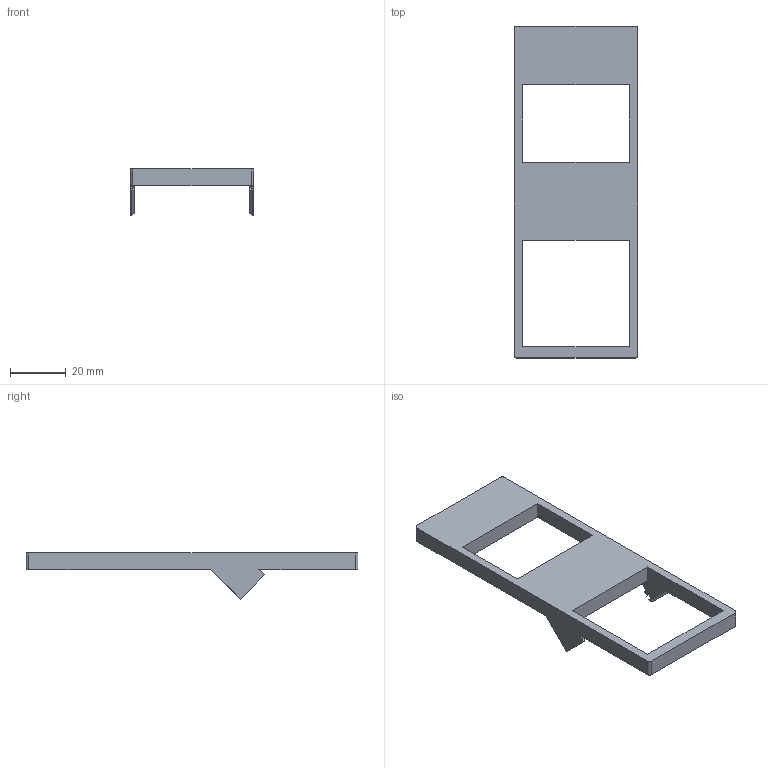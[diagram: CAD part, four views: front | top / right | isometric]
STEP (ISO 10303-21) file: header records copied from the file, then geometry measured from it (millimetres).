
FILE_DESCRIPTION(('STEP AP242'), '1');
FILE_NAME('ics2', '', ('UNSPECIFIED'), ('UNSPECIFIED'), 'C3D Converter', 'C3D Toolkit', '');
FILE_SCHEMA(('AP242_MANAGED_MODEL_BASED_3D_ENGINEERING_MIM_LF { 1 0 10303 442 1 1 4 }'));
Length unit declared in the file: millimetre
Bounding box: 44.5 x 119.5 x 16.61 mm (x, y, z)
Volume: 16728.1 mm3; surface area: 9725.4 mm2
Topology: 1 solids, 1 shells, 40 faces, 114 edges, 76 vertices
Faces by surface type: plane 36, cylinder 4
Entity records: 1654 total; most frequent: CARTESIAN_POINT 231, ORIENTED_EDGE 228, DIRECTION 204, EDGE_CURVE 114, LINE 106, VECTOR 106, VERTEX_POINT 76, AXIS2_PLACEMENT_3D 49
